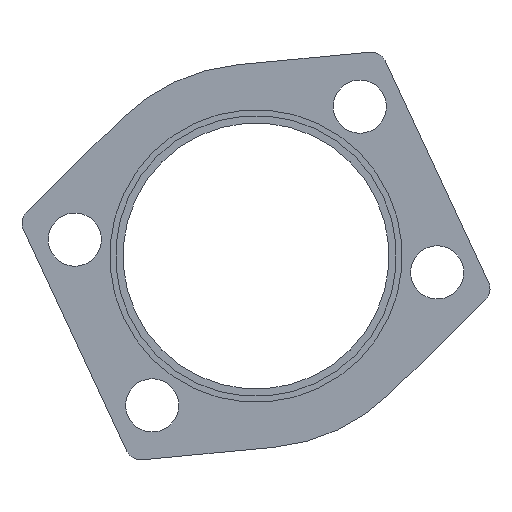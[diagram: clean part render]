
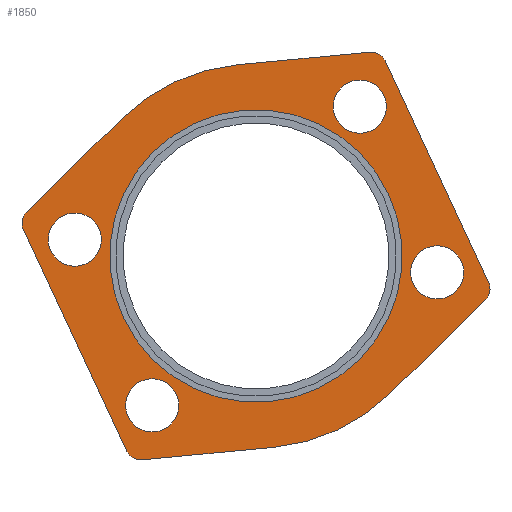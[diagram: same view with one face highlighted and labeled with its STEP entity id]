
A CAD part, front view. The second image highlights one B-rep face of the part: STEP entity #1850.
In plain terms, the highlighted face is planar.
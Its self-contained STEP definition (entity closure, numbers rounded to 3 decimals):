
#10=CARTESIAN_POINT('',(0.,0.,0.));
#20=DIRECTION('',(0.,0.,1.));
#30=DIRECTION('',(1.,0.,0.));
#40=AXIS2_PLACEMENT_3D('',#10,#20,#30);
#50=PLANE('',#40);
#60=CARTESIAN_POINT('',(-67.5,41.47,0.));
#70=DIRECTION('',(0.,-1.,0.));
#80=VECTOR('',#70,82.94);
#90=LINE('',#60,#80);
#100=CARTESIAN_POINT('',(-67.5,41.47,0.));
#110=VERTEX_POINT('',#100);
#120=CARTESIAN_POINT('',(-67.5,-41.47,0.));
#130=VERTEX_POINT('',#120);
#140=EDGE_CURVE('',#110,#130,#90,.T.);
#150=ORIENTED_EDGE('',*,*,#140,.F.);
#160=CARTESIAN_POINT('',(-62.5,-41.47,0.));
#170=DIRECTION('',(0.,0.,-1.));
#180=DIRECTION('',(-0.335,-0.942,0.));
#190=AXIS2_PLACEMENT_3D('',#160,#170,#180);
#200=CIRCLE('',#190,5.);
#210=CARTESIAN_POINT('',(-64.174,-46.182,0.));
#220=VERTEX_POINT('',#210);
#230=EDGE_CURVE('',#220,#130,#200,.T.);
#240=ORIENTED_EDGE('',*,*,#230,.T.);
#250=CARTESIAN_POINT('',(-64.174,-46.182,0.));
#260=DIRECTION('',(0.942,-0.335,0.));
#270=VECTOR('',#260,45.011);
#280=LINE('',#250,#270);
#290=CARTESIAN_POINT('',(-21.759,-61.25,0.));
#300=VERTEX_POINT('',#290);
#310=EDGE_CURVE('',#220,#300,#280,.T.);
#320=ORIENTED_EDGE('',*,*,#310,.F.);
#330=CARTESIAN_POINT('',(0.,0.,0.));
#340=DIRECTION('',(0.,0.,1.));
#350=DIRECTION('',(-0.335,-0.942,0.));
#360=AXIS2_PLACEMENT_3D('',#330,#340,#350);
#370=CIRCLE('',#360,65.);
#380=CARTESIAN_POINT('',(21.759,-61.25,0.));
#390=VERTEX_POINT('',#380);
#400=EDGE_CURVE('',#300,#390,#370,.T.);
#410=ORIENTED_EDGE('',*,*,#400,.F.);
#420=CARTESIAN_POINT('',(21.759,-61.25,0.));
#430=DIRECTION('',(0.942,0.335,0.));
#440=VECTOR('',#430,45.011);
#450=LINE('',#420,#440);
#460=CARTESIAN_POINT('',(64.174,-46.182,
0.));
#470=VERTEX_POINT('',#460);
#480=EDGE_CURVE('',#390,#470,#450,.T.);
#490=ORIENTED_EDGE('',*,*,#480,.F.);
#500=CARTESIAN_POINT('',(62.5,-41.47,0.));
#510=DIRECTION('',(0.,0.,-1.));
#520=DIRECTION('',(1.,0.,0.));
#530=AXIS2_PLACEMENT_3D('',#500,#510,#520);
#540=CIRCLE('',#530,5.);
#550=CARTESIAN_POINT('',(67.5,-41.47,0.));
#560=VERTEX_POINT('',#550);
#570=EDGE_CURVE('',#560,#470,#540,.T.);
#580=ORIENTED_EDGE('',*,*,#570,.T.);
#590=CARTESIAN_POINT('',(67.5,-41.47,0.));
#600=DIRECTION('',(0.,1.,0.));
#610=VECTOR('',#600,82.94);
#620=LINE('',#590,#610);
#630=CARTESIAN_POINT('',(67.5,41.47,0.));
#640=VERTEX_POINT('',#630);
#650=EDGE_CURVE('',#560,#640,#620,.T.);
#660=ORIENTED_EDGE('',*,*,#650,.F.);
#670=CARTESIAN_POINT('',(62.5,41.47,0.));
#680=DIRECTION('',(0.,0.,-1.));
#690=DIRECTION('',(0.335,0.942,0.));
#700=AXIS2_PLACEMENT_3D('',#670,#680,#690);
#710=CIRCLE('',#700,5.);
#720=CARTESIAN_POINT('',(64.174,46.182,
0.));
#730=VERTEX_POINT('',#720);
#740=EDGE_CURVE('',#730,#640,#710,.T.);
#750=ORIENTED_EDGE('',*,*,#740,.T.);
#760=CARTESIAN_POINT('',(64.174,46.182,0.));
#770=DIRECTION('',(-0.942,0.335,0.));
#780=VECTOR('',#770,45.011);
#790=LINE('',#760,#780);
#800=CARTESIAN_POINT('',(21.759,61.25,0.));
#810=VERTEX_POINT('',#800);
#820=EDGE_CURVE('',#730,#810,#790,.T.);
#830=ORIENTED_EDGE('',*,*,#820,.F.);
#840=CARTESIAN_POINT('',(0.,0.,0.));
#850=DIRECTION('',(0.,0.,1.));
#860=DIRECTION('',(0.335,0.942,0.));
#870=AXIS2_PLACEMENT_3D('',#840,#850,#860);
#880=CIRCLE('',#870,65.);
#890=CARTESIAN_POINT('',(-21.759,61.25,0.));
#900=VERTEX_POINT('',#890);
#910=EDGE_CURVE('',#810,#900,#880,.T.);
#920=ORIENTED_EDGE('',*,*,#910,.F.);
#930=CARTESIAN_POINT('',(-21.759,61.25,0.));
#940=DIRECTION('',(-0.942,-0.335,0.));
#950=VECTOR('',#940,45.011);
#960=LINE('',#930,#950);
#970=CARTESIAN_POINT('',(-64.174,46.182,
0.));
#980=VERTEX_POINT('',#970);
#990=EDGE_CURVE('',#900,#980,#960,.T.);
#1000=ORIENTED_EDGE('',*,*,#990,.F.);
#1010=CARTESIAN_POINT('',(-62.5,41.47,0.));
#1020=DIRECTION('',(0.,0.,-1.));
#1030=DIRECTION('',(-1.,0.,0.));
#1040=AXIS2_PLACEMENT_3D('',#1010,#1020,#1030);
#1050=CIRCLE('',#1040,5.);
#1060=EDGE_CURVE('',#110,#980,#1050,.T.);
#1070=ORIENTED_EDGE('',*,*,#1060,.T.);
#1080=EDGE_LOOP('',(#1070,#1000,#920,#830,#750,#660,#580,#490,#410,#320,
#240,#150));
#1090=FACE_OUTER_BOUND('',#1080,.T.);
#1100=CARTESIAN_POINT('',(-53.2,30.95,0.));
#1110=DIRECTION('',(0.,0.,-1.));
#1120=DIRECTION('',(-1.,0.,0.));
#1130=AXIS2_PLACEMENT_3D('',#1100,#1110,#1120);
#1140=CIRCLE('',#1130,9.);
#1150=CARTESIAN_POINT('',(-62.2,30.95,0.));
#1160=VERTEX_POINT('',#1150);
#1170=CARTESIAN_POINT('',(-44.2,30.95,0.));
#1180=VERTEX_POINT('',#1170);
#1190=EDGE_CURVE('',#1160,#1180,#1140,.T.);
#1200=ORIENTED_EDGE('',*,*,#1190,.F.);
#1210=EDGE_CURVE('',#1180,#1160,#1140,.T.);
#1220=ORIENTED_EDGE('',*,*,#1210,.F.);
#1230=EDGE_LOOP('',(#1220,#1200));
#1240=FACE_BOUND('',#1230,.T.);
#1250=CARTESIAN_POINT('',(-53.2,-30.95,0.));
#1260=DIRECTION('',(0.,0.,-1.));
#1270=DIRECTION('',(-1.,0.,0.));
#1280=AXIS2_PLACEMENT_3D('',#1250,#1260,#1270);
#1290=CIRCLE('',#1280,9.);
#1300=CARTESIAN_POINT('',(-44.2,-30.95,0.));
#1310=VERTEX_POINT('',#1300);
#1320=CARTESIAN_POINT('',(-62.2,-30.95,0.));
#1330=VERTEX_POINT('',#1320);
#1340=EDGE_CURVE('',#1310,#1330,#1290,.T.);
#1350=ORIENTED_EDGE('',*,*,#1340,.F.);
#1360=EDGE_CURVE('',#1330,#1310,#1290,.T.);
#1370=ORIENTED_EDGE('',*,*,#1360,.F.);
#1380=EDGE_LOOP('',(#1370,#1350));
#1390=FACE_BOUND('',#1380,.T.);
#1400=CARTESIAN_POINT('',(53.2,30.95,0.));
#1410=DIRECTION('',(0.,0.,-1.));
#1420=DIRECTION('',(-1.,0.,0.));
#1430=AXIS2_PLACEMENT_3D('',#1400,#1410,#1420);
#1440=CIRCLE('',#1430,9.);
#1450=CARTESIAN_POINT('',(62.2,30.95,0.));
#1460=VERTEX_POINT('',#1450);
#1470=CARTESIAN_POINT('',(44.2,30.95,0.));
#1480=VERTEX_POINT('',#1470);
#1490=EDGE_CURVE('',#1460,#1480,#1440,.T.);
#1500=ORIENTED_EDGE('',*,*,#1490,.F.);
#1510=EDGE_CURVE('',#1480,#1460,#1440,.T.);
#1520=ORIENTED_EDGE('',*,*,#1510,.F.);
#1530=EDGE_LOOP('',(#1520,#1500));
#1540=FACE_BOUND('',#1530,.T.);
#1550=CARTESIAN_POINT('',(53.2,-30.95,0.));
#1560=DIRECTION('',(0.,0.,-1.));
#1570=DIRECTION('',(-1.,0.,0.));
#1580=AXIS2_PLACEMENT_3D('',#1550,#1560,#1570);
#1590=CIRCLE('',#1580,9.);
#1600=CARTESIAN_POINT('',(62.2,-30.95,0.));
#1610=VERTEX_POINT('',#1600);
#1620=CARTESIAN_POINT('',(44.2,-30.95,0.));
#1630=VERTEX_POINT('',#1620);
#1640=EDGE_CURVE('',#1610,#1630,#1590,.T.);
#1650=ORIENTED_EDGE('',*,*,#1640,.F.);
#1660=EDGE_CURVE('',#1630,#1610,#1590,.T.);
#1670=ORIENTED_EDGE('',*,*,#1660,.F.);
#1680=EDGE_LOOP('',(#1670,#1650));
#1690=FACE_BOUND('',#1680,.T.);
#1700=CARTESIAN_POINT('',(0.,0.,0.));
#1710=DIRECTION('',(0.,0.,1.));
#1720=DIRECTION('',(0.,-1.,0.));
#1730=AXIS2_PLACEMENT_3D('',#1700,#1710,#1720);
#1740=CIRCLE('',#1730,49.5);
#1750=CARTESIAN_POINT('',(0.,49.5,0.));
#1760=VERTEX_POINT('',#1750);
#1770=CARTESIAN_POINT('',(0.,-49.5,
0.));
#1780=VERTEX_POINT('',#1770);
#1790=EDGE_CURVE('',#1760,#1780,#1740,.T.);
#1800=ORIENTED_EDGE('',*,*,#1790,.T.);
#1810=EDGE_CURVE('',#1780,#1760,#1740,.T.);
#1820=ORIENTED_EDGE('',*,*,#1810,.T.);
#1830=EDGE_LOOP('',(#1820,#1800));
#1840=FACE_BOUND('',#1830,.T.);
#1850=ADVANCED_FACE('',(#1090,#1240,#1390,#1540,#1690,#1840),#50,.F.);
